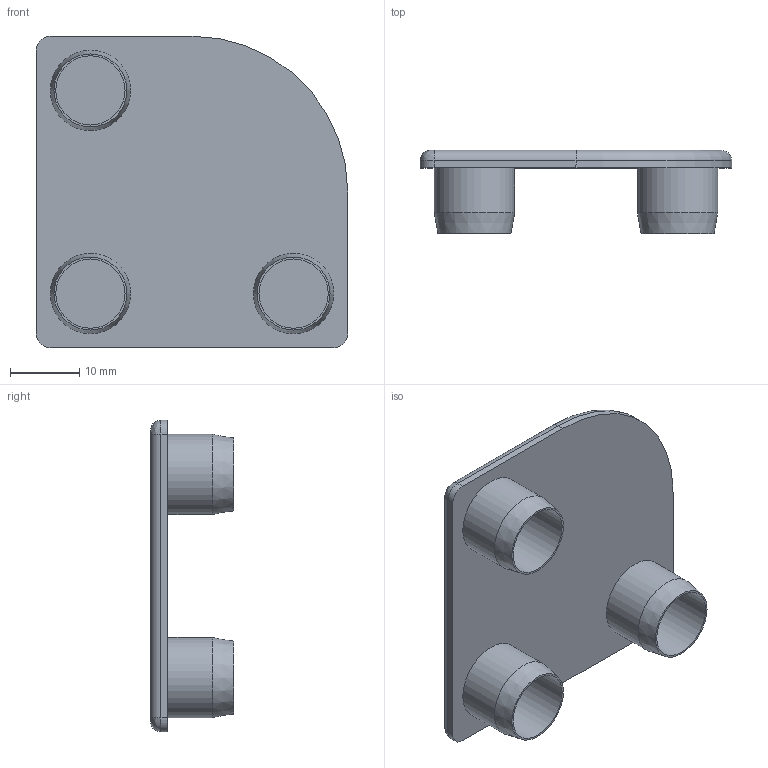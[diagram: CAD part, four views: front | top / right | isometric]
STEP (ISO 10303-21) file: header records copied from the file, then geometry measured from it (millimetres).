
FILE_DESCRIPTION(/* description */ (''),/* implementation_level */ '2;1');
FILE_NAME(/* name */ '224522.stp',/* time_stamp */ '2014-12-03T09:40:28+01:00',/* author */ ('jank'),/* organization */ (''),/* preprocessor_version */ 'ST-DEVELOPER v15.2',/* originating_system */ 'Autodesk Inventor 2014',/* authorisation */ '');
FILE_SCHEMA (('CONFIG_CONTROL_DESIGN'));
Length unit declared in the file: millimetre
Products named in the file (1): 224522
Bounding box: 45 x 12 x 45 mm (x, y, z)
Volume: 5393.9 mm3; surface area: 6006.6 mm2
Topology: 1 solids, 1 shells, 33 faces, 64 edges, 39 vertices
Faces by surface type: cylinder 14, plane 12, bspline 3, cone 3, torus 1
Full cylindrical faces by diameter (mm): 10 x3, 11.6 x3
Entity records: 840 total; most frequent: DIRECTION 152, CARTESIAN_POINT 152, ORIENTED_EDGE 110, AXIS2_PLACEMENT_3D 66, EDGE_CURVE 55, EDGE_LOOP 48, VERTEX_POINT 39, CIRCLE 35
